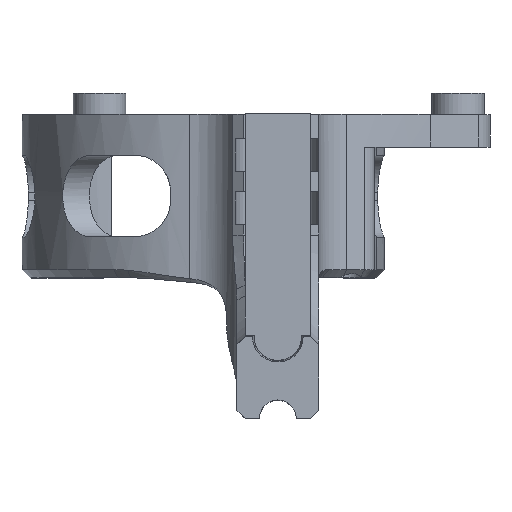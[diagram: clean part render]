
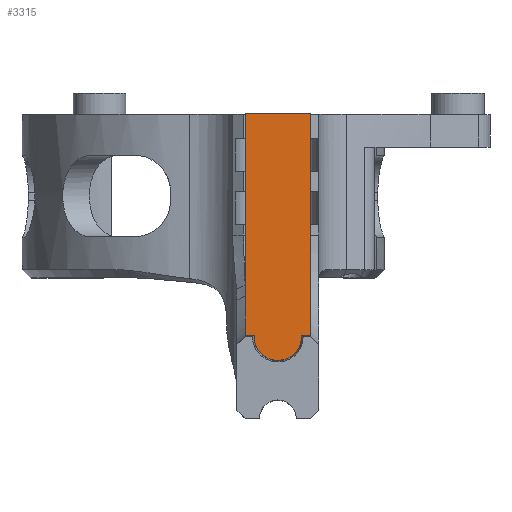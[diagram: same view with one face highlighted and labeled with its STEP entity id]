
A CAD part, top view. The second image highlights one B-rep face of the part: STEP entity #3315.
In plain terms, the highlighted planar face has unit normal (0, 0, 1).
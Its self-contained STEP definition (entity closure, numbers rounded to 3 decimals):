
#388=FACE_OUTER_BOUND('',#575,.T.);
#575=EDGE_LOOP('',(#3051,#3052,#3053,#3054,#3055,#3056));
#840=LINE('',#6000,#1124);
#860=LINE('',#7361,#1144);
#863=LINE('',#7365,#1147);
#864=LINE('',#7368,#1148);
#866=LINE('',#7372,#1150);
#1124=VECTOR('',#4329,10.);
#1144=VECTOR('',#4367,10.);
#1147=VECTOR('',#4372,10.);
#1148=VECTOR('',#4375,10.);
#1150=VECTOR('',#4379,10.);
#1273=CIRCLE('',#3580,2.9);
#1566=VERTEX_POINT('',#5998);
#1567=VERTEX_POINT('',#5999);
#1587=VERTEX_POINT('',#7359);
#1588=VERTEX_POINT('',#7360);
#1589=VERTEX_POINT('',#7367);
#1590=VERTEX_POINT('',#7371);
#2030=EDGE_CURVE('',#1566,#1567,#840,.T.);
#2072=EDGE_CURVE('',#1587,#1588,#860,.T.);
#2075=EDGE_CURVE('',#1567,#1587,#863,.T.);
#2076=EDGE_CURVE('',#1589,#1566,#864,.T.);
#2078=EDGE_CURVE('',#1590,#1589,#866,.T.);
#2080=EDGE_CURVE('',#1590,#1588,#1273,.T.);
#3051=ORIENTED_EDGE('',*,*,#2080,.T.);
#3052=ORIENTED_EDGE('',*,*,#2072,.F.);
#3053=ORIENTED_EDGE('',*,*,#2075,.F.);
#3054=ORIENTED_EDGE('',*,*,#2030,.F.);
#3055=ORIENTED_EDGE('',*,*,#2076,.F.);
#3056=ORIENTED_EDGE('',*,*,#2078,.F.);
#3147=PLANE('',#3582);
#3315=ADVANCED_FACE('',(#388),#3147,.T.);
#3580=AXIS2_PLACEMENT_3D('',#7375,#4383,#4384);
#3582=AXIS2_PLACEMENT_3D('',#7377,#4387,#4388);
#4329=DIRECTION('',(1.,0.,0.));
#4367=DIRECTION('',(-1.,0.,0.));
#4372=DIRECTION('',(0.,-1.,0.));
#4375=DIRECTION('',(0.,1.,0.));
#4379=DIRECTION('',(-1.,0.,0.));
#4383=DIRECTION('center_axis',(0.,0.,1.));
#4384=DIRECTION('ref_axis',(-1.,0.,0.));
#4387=DIRECTION('center_axis',(0.,0.,1.));
#4388=DIRECTION('ref_axis',(-1.,0.,0.));
#5998=CARTESIAN_POINT('',(4.119,4.,62.88));
#5999=CARTESIAN_POINT('',(12.119,4.,62.88));
#6000=CARTESIAN_POINT('',(4.119,4.,62.88));
#7359=CARTESIAN_POINT('',(12.119,-23.094,62.88));
#7360=CARTESIAN_POINT('',(11.012,-23.094,62.88));
#7361=CARTESIAN_POINT('',(12.119,-23.094,62.88));
#7365=CARTESIAN_POINT('',(12.119,-19.11,62.88));
#7367=CARTESIAN_POINT('',(4.119,-23.094,62.88));
#7368=CARTESIAN_POINT('',(4.119,-23.094,62.88));
#7371=CARTESIAN_POINT('',(5.226,-23.094,62.88));
#7372=CARTESIAN_POINT('',(12.119,-23.094,62.88));
#7375=CARTESIAN_POINT('Origin',(8.119,-23.294,62.88));
#7377=CARTESIAN_POINT('Origin',(8.119,-22.652,62.88));
